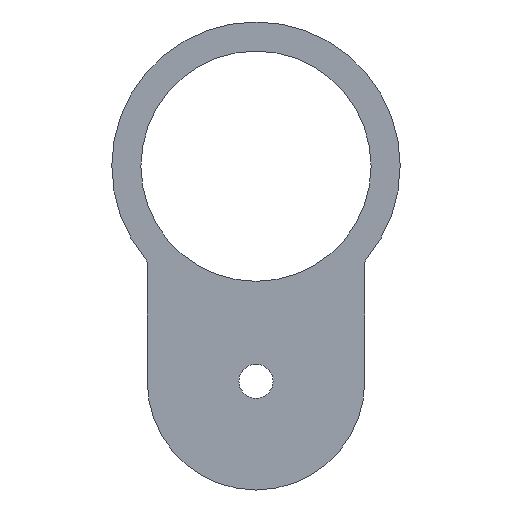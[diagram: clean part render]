
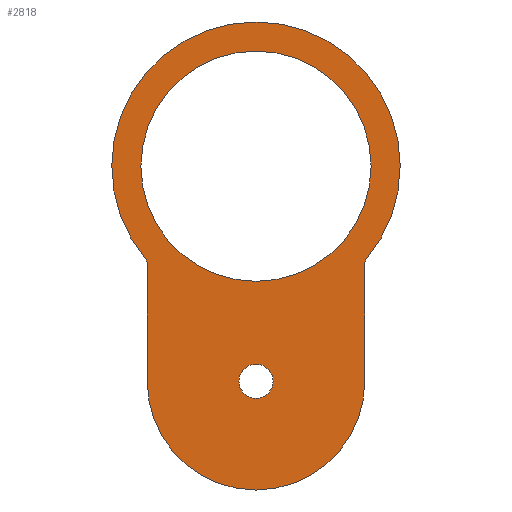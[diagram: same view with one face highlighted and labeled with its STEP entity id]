
A CAD part, front view. The second image highlights one B-rep face of the part: STEP entity #2818.
In plain terms, the highlighted planar face has unit normal (0, -1, 0).
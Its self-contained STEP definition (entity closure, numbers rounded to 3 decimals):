
#29=FACE_BOUND('',#662,.T.);
#30=FACE_BOUND('',#663,.T.);
#365=PLANE('',#2954);
#504=FACE_OUTER_BOUND('',#661,.T.);
#661=EDGE_LOOP('',(#2649,#2650,#2651,#2652,#2653,#2654));
#662=EDGE_LOOP('',(#2655));
#663=EDGE_LOOP('',(#2656));
#673=LINE('',#3526,#972);
#964=LINE('',#5067,#1263);
#972=VECTOR('',#2989,10.);
#1263=VECTOR('',#3482,10.);
#1267=CIRCLE('',#2845,3.2);
#1269=CIRCLE('',#2848,57.);
#1271=CIRCLE('',#2851,3.2);
#1276=CIRCLE('',#2955,43.);
#1277=CIRCLE('',#2956,6.75);
#1278=CIRCLE('',#2957,45.5);
#1279=VERTEX_POINT('',#3504);
#1280=VERTEX_POINT('',#3505);
#1283=VERTEX_POINT('',#3513);
#1285=VERTEX_POINT('',#3519);
#1287=VERTEX_POINT('',#3525);
#1530=VERTEX_POINT('',#5066);
#1531=VERTEX_POINT('',#5069);
#1532=VERTEX_POINT('',#5071);
#1533=EDGE_CURVE('',#1279,#1280,#1267,.T.);
#1537=EDGE_CURVE('',#1283,#1280,#1269,.T.);
#1540=EDGE_CURVE('',#1283,#1285,#1271,.T.);
#1543=EDGE_CURVE('',#1287,#1285,#673,.T.);
#1907=EDGE_CURVE('',#1279,#1530,#964,.T.);
#1908=EDGE_CURVE('',#1530,#1287,#1276,.T.);
#1909=EDGE_CURVE('',#1531,#1531,#1277,.T.);
#1910=EDGE_CURVE('',#1532,#1532,#1278,.T.);
#2649=ORIENTED_EDGE('',*,*,#1907,.T.);
#2650=ORIENTED_EDGE('',*,*,#1908,.T.);
#2651=ORIENTED_EDGE('',*,*,#1543,.T.);
#2652=ORIENTED_EDGE('',*,*,#1540,.F.);
#2653=ORIENTED_EDGE('',*,*,#1537,.T.);
#2654=ORIENTED_EDGE('',*,*,#1533,.F.);
#2655=ORIENTED_EDGE('',*,*,#1909,.T.);
#2656=ORIENTED_EDGE('',*,*,#1910,.T.);
#2818=ADVANCED_FACE('',(#504,#29,#30),#365,.F.);
#2845=AXIS2_PLACEMENT_3D('',#3506,#2967,#2968);
#2848=AXIS2_PLACEMENT_3D('',#3514,#2975,#2976);
#2851=AXIS2_PLACEMENT_3D('',#3520,#2982,#2983);
#2954=AXIS2_PLACEMENT_3D('',#5065,#3480,#3481);
#2955=AXIS2_PLACEMENT_3D('',#5068,#3483,#3484);
#2956=AXIS2_PLACEMENT_3D('',#5070,#3485,#3486);
#2957=AXIS2_PLACEMENT_3D('',#5072,#3487,#3488);
#2967=DIRECTION('center_axis',(0.,-1.,0.));
#2968=DIRECTION('ref_axis',(0.94,0.,0.341));
#2975=DIRECTION('center_axis',(0.,-1.,0.));
#2976=DIRECTION('ref_axis',(-0.754,0.,-0.656));
#2982=DIRECTION('center_axis',(0.,-1.,0.));
#2983=DIRECTION('ref_axis',(-0.94,0.,0.341));
#2989=DIRECTION('',(0.,0.,1.));
#3480=DIRECTION('center_axis',(0.,1.,0.));
#3481=DIRECTION('ref_axis',(0.,0.,1.));
#3482=DIRECTION('',(0.,0.,-1.));
#3483=DIRECTION('center_axis',(0.,-1.,0.));
#3484=DIRECTION('ref_axis',(1.,0.,0.));
#3485=DIRECTION('center_axis',(0.,1.,0.));
#3486=DIRECTION('ref_axis',(1.,0.,0.));
#3487=DIRECTION('center_axis',(0.,1.,0.));
#3488=DIRECTION('ref_axis',(1.,0.,0.));
#3504=CARTESIAN_POINT('',(-43.,-0.75,-38.595));
#3505=CARTESIAN_POINT('',(-43.744,-0.75,-36.544));
#3506=CARTESIAN_POINT('Origin',(-46.2,-0.75,-38.595));
#3513=CARTESIAN_POINT('',(43.744,-0.75,-36.544));
#3514=CARTESIAN_POINT('Origin',(0.,-0.75,0.));
#3519=CARTESIAN_POINT('',(43.,-0.75,-38.595));
#3520=CARTESIAN_POINT('Origin',(46.2,-0.75,-38.595));
#3525=CARTESIAN_POINT('',(43.,-0.75,-85.));
#3526=CARTESIAN_POINT('',(43.,-0.75,-37.417));
#5065=CARTESIAN_POINT('Origin',(0.,-0.75,-35.5));
#5066=CARTESIAN_POINT('',(-43.,-0.75,-85.));
#5067=CARTESIAN_POINT('',(-43.,-0.75,-85.));
#5068=CARTESIAN_POINT('Origin',(0.,-0.75,-85.));
#5069=CARTESIAN_POINT('',(-6.75,-0.75,-85.));
#5070=CARTESIAN_POINT('Origin',(0.,-0.75,-85.));
#5071=CARTESIAN_POINT('',(-45.5,-0.75,0.));
#5072=CARTESIAN_POINT('Origin',(0.,-0.75,0.));
